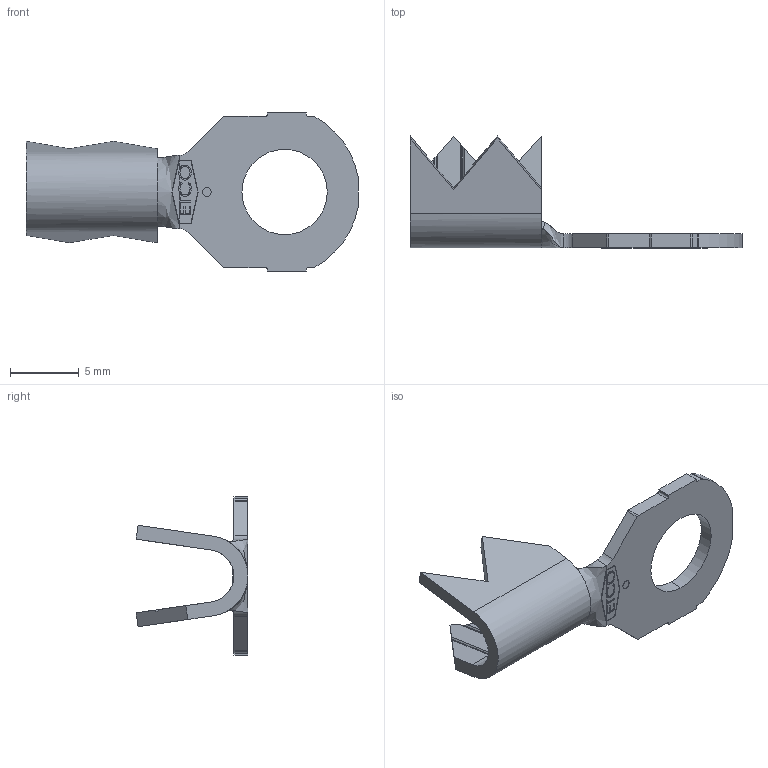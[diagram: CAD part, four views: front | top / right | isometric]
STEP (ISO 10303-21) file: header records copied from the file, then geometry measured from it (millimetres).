
FILE_DESCRIPTION (( 'STEP AP203' ), '1' );
FILE_NAME ('02424.STEP', '2015-02-09T13:03:40', ( '' ), ( '' ), 'SwSTEP 2.0', 'SolidWorks 2014', '' );
FILE_SCHEMA (( 'CONFIG_CONTROL_DESIGN' ));
Length unit declared in the file: inch
Products named in the file (1): 02424
Bounding box: 24.13 x 8.13 x 11.51 mm (x, y, z)
Volume: 240.8 mm3; surface area: 596.1 mm2
Topology: 1 solids, 1 shells, 160 faces, 429 edges, 274 vertices
Faces by surface type: plane 102, cylinder 26, bspline 24, cone 8
Entity records: 6458 total; most frequent: CARTESIAN_POINT 2551, ORIENTED_EDGE 858, DIRECTION 691, EDGE_CURVE 429, LINE 305, VECTOR 305, VERTEX_POINT 274, AXIS2_PLACEMENT_3D 193
